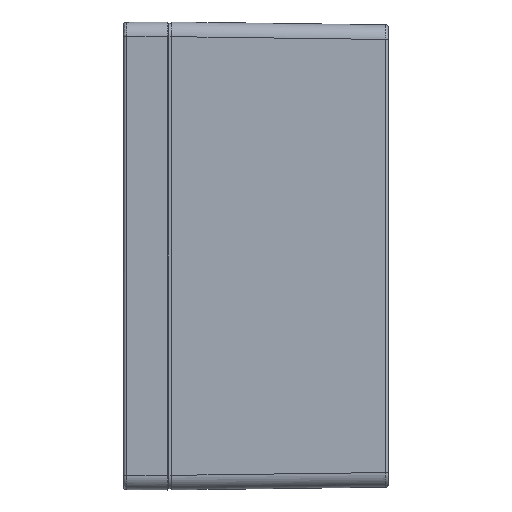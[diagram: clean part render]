
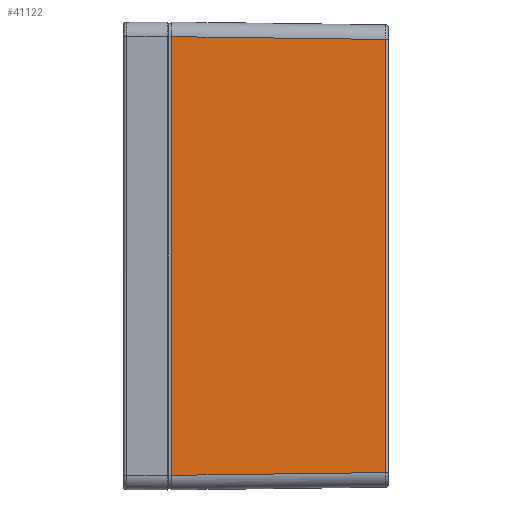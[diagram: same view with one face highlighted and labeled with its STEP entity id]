
A CAD part, left-side view. The second image highlights one B-rep face of the part: STEP entity #41122.
In plain terms, the highlighted planar face has unit normal (-1, -0.013, 0).
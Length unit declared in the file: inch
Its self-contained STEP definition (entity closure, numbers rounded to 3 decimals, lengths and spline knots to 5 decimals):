
#3217 = LINE ( 'NONE', #15114, #29658 ) ;
#4444 = VERTEX_POINT ( 'NONE', #54018 ) ;
#6370 = CARTESIAN_POINT ( 'NONE',  ( -0.50044, -0.03864, -0.28009 ) ) ;
#10224 = CARTESIAN_POINT ( 'NONE',  ( -0.50095, 0., -0.47743 ) ) ;
#10305 = DIRECTION ( 'NONE',  ( 0., 0., -1. ) ) ;
#11308 = EDGE_LOOP ( 'NONE', ( #49082, #18333, #30321, #58546 ) ) ;
#15114 = CARTESIAN_POINT ( 'NONE',  ( -0.4628, -2.9139, 1.09738 ) ) ;
#16690 = VECTOR ( 'NONE', #52156, 39.37008 ) ;
#18207 = DIRECTION ( 'NONE',  ( -1., -0.013, 0. ) ) ;
#18333 = ORIENTED_EDGE ( 'NONE', *, *, #21718, .T. ) ;
#19421 = DIRECTION ( 'NONE',  ( -0.013, 1., -0.013 ) ) ;
#20705 = VECTOR ( 'NONE', #57956, 39.37008 ) ;
#21718 = EDGE_CURVE ( 'NONE', #74871, #70629, #33977, .T. ) ;
#27310 = CARTESIAN_POINT ( 'NONE',  ( -0.4628, -2.9139, -0.24245 ) ) ;
#29658 = VECTOR ( 'NONE', #10305, 39.37008 ) ;
#30321 = ORIENTED_EDGE ( 'NONE', *, *, #59796, .T. ) ;
#31245 = EDGE_CURVE ( 'NONE', #44278, #4444, #43832, .T. ) ;
#33977 = LINE ( 'NONE', #64625, #20705 ) ;
#37039 = CARTESIAN_POINT ( 'NONE',  ( -0.4628, -2.9139, 5.58681 ) ) ;
#39831 = PLANE ( 'NONE',  #48605 ) ;
#40568 = EDGE_CURVE ( 'NONE', #74871, #44278, #3217, .T. ) ;
#41122 = ADVANCED_FACE ( 'NONE', ( #45706 ), #39831, .T. ) ;
#41914 = CARTESIAN_POINT ( 'NONE',  ( -0.50043, -0.03937, 5.62444 ) ) ;
#43832 = LINE ( 'NONE', #6370, #72258 ) ;
#44278 = VERTEX_POINT ( 'NONE', #27310 ) ;
#45706 = FACE_OUTER_BOUND ( 'NONE', #11308, .T. ) ;
#47444 = LINE ( 'NONE', #76223, #16690 ) ;
#48605 = AXIS2_PLACEMENT_3D ( 'NONE', #10224, #18207, #59589 ) ;
#49082 = ORIENTED_EDGE ( 'NONE', *, *, #40568, .F. ) ;
#52156 = DIRECTION ( 'NONE',  ( 0., 0., -1. ) ) ;
#54018 = CARTESIAN_POINT ( 'NONE',  ( -0.50043, -0.03937, -0.28008 ) ) ;
#57956 = DIRECTION ( 'NONE',  ( -0.013, 1., 0.013 ) ) ;
#58546 = ORIENTED_EDGE ( 'NONE', *, *, #31245, .F. ) ;
#59589 = DIRECTION ( 'NONE',  ( -0.013, 1., 0. ) ) ;
#59796 = EDGE_CURVE ( 'NONE', #70629, #4444, #47444, .T. ) ;
#64625 = CARTESIAN_POINT ( 'NONE',  ( -0.4628, -2.9139, 5.58681 ) ) ;
#70629 = VERTEX_POINT ( 'NONE', #41914 ) ;
#72258 = VECTOR ( 'NONE', #19421, 39.37008 ) ;
#74871 = VERTEX_POINT ( 'NONE', #37039 ) ;
#76223 = CARTESIAN_POINT ( 'NONE',  ( -0.50043, -0.03937, -0.47743 ) ) ;
